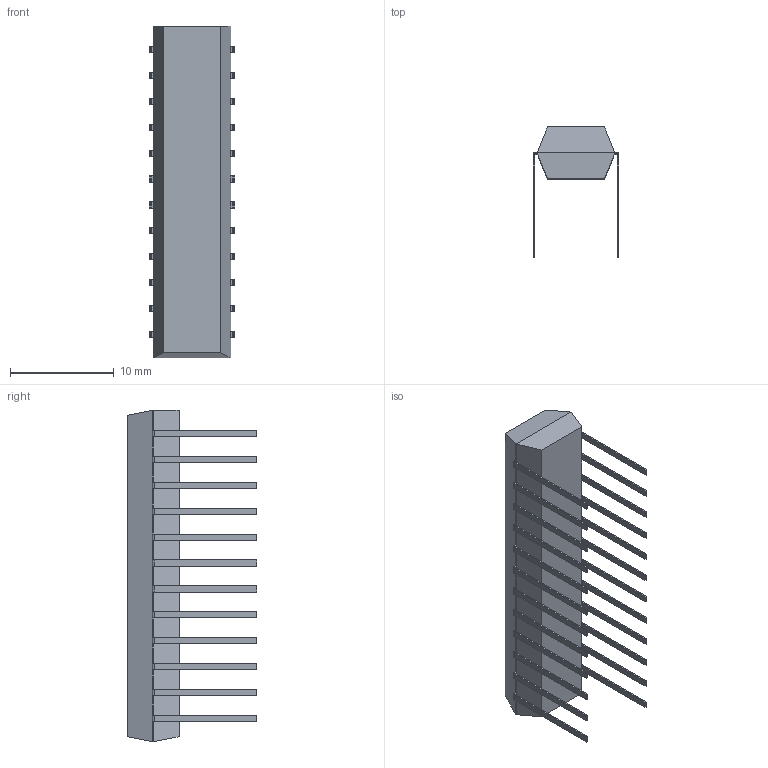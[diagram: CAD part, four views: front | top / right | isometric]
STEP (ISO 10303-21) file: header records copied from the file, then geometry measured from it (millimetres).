
FILE_DESCRIPTION(/* description */ (''),/* implementation_level */ '2;1');
FILE_NAME(/* name */ '',/* time_stamp */ '2023-12-06T17:21:56+02:00',/* author */ ('SaNe4Ka'),/* organization */ (''),/* preprocessor_version */ 'ST-DEVELOPER v19.2',/* originating_system */ 'Autodesk Inventor 2024',/* authorisation */ '');
FILE_SCHEMA (('AUTOMOTIVE_DESIGN { 1 0 10303 214 3 1 1 }'));
Length unit declared in the file: millimetre
Products named in the file (1): К555ИД3
Bounding box: 8.23 x 12.5 x 32 mm (x, y, z)
Volume: 1049.2 mm3; surface area: 1110.4 mm2
Topology: 1 solids, 1 shells, 278 faces, 824 edges, 549 vertices
Faces by surface type: plane 230, cylinder 48
Entity records: 9258 total; most frequent: CARTESIAN_POINT 1652, ORIENTED_EDGE 1648, DIRECTION 1478, EDGE_CURVE 824, LINE 728, VECTOR 728, VERTEX_POINT 548, AXIS2_PLACEMENT_3D 375
